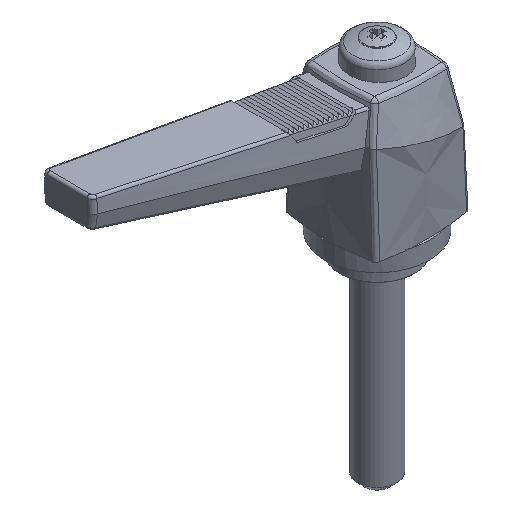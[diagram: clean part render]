
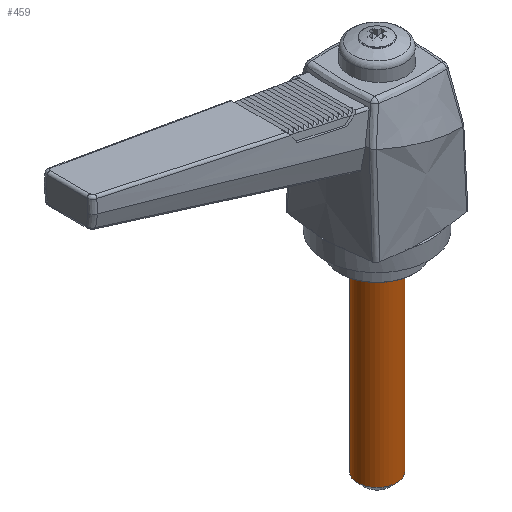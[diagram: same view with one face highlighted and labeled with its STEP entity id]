
A CAD part, isometric view. The second image highlights one B-rep face of the part: STEP entity #459.
In plain terms, the highlighted cylindrical face has radius 4 mm (diameter 8 mm), a full revolution.
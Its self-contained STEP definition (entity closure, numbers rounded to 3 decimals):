
#459 = ADVANCED_FACE( '', ( #969, #970 ), #971, .T. );
#969 = FACE_OUTER_BOUND( '', #3228, .T. );
#970 = FACE_OUTER_BOUND( '', #3229, .T. );
#971 = CYLINDRICAL_SURFACE( '', #3230, 4. );
#3228 = EDGE_LOOP( '', ( #4889 ) );
#3229 = EDGE_LOOP( '', ( #4890 ) );
#3230 = AXIS2_PLACEMENT_3D( '', #4891, #4892, #4893 );
#4889 = ORIENTED_EDGE( '', *, *, #5499, .T. );
#4890 = ORIENTED_EDGE( '', *, *, #5158, .T. );
#4891 = CARTESIAN_POINT( '', ( 0., 0., -64.49 ) );
#4892 = DIRECTION( '', ( 0., 0., -1. ) );
#4893 = DIRECTION( '', ( 1., 0., 0. ) );
#5158 = EDGE_CURVE( '', #5750, #5750, #5751, .T. );
#5499 = EDGE_CURVE( '', #6264, #6264, #6265, .F. );
#5750 = VERTEX_POINT( '', #6893 );
#5751 = CIRCLE( '', #6894, 4. );
#6264 = VERTEX_POINT( '', #8637 );
#6265 = CIRCLE( '', #8638, 4. );
#6893 = CARTESIAN_POINT( '', ( 4., 0., -45.99 ) );
#6894 = AXIS2_PLACEMENT_3D( '', #9200, #9201, #9202 );
#8637 = CARTESIAN_POINT( '', ( 4., 0., -7.69 ) );
#8638 = AXIS2_PLACEMENT_3D( '', #9592, #9593, #9594 );
#9200 = CARTESIAN_POINT( '', ( 0., 0., -45.99 ) );
#9201 = DIRECTION( '', ( 0., 0., 1. ) );
#9202 = DIRECTION( '', ( 1., 0., 0. ) );
#9592 = CARTESIAN_POINT( '', ( 0., 0., -7.69 ) );
#9593 = DIRECTION( '', ( 0., 0., 1. ) );
#9594 = DIRECTION( '', ( 1., 0., 0. ) );
